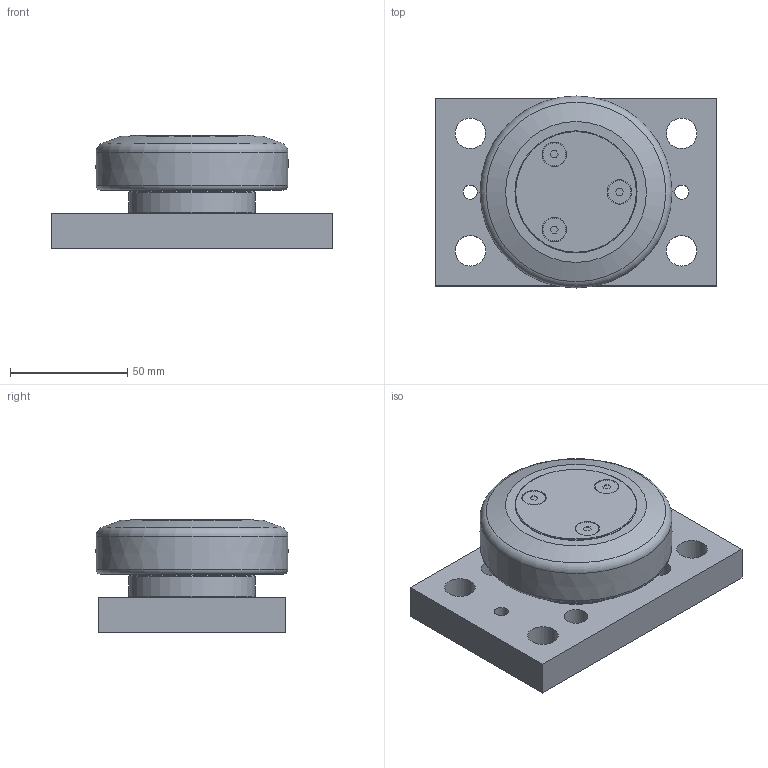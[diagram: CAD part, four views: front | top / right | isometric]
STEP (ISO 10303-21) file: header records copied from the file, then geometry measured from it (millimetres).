
FILE_DESCRIPTION(/* description */ ('-','CAx-IF Rec.Pracs.---Representation and Presentation of Product Manufacturing Information (PMI)---4.0---2014-10-13'),/* implementation_level */ '2;1');
FILE_NAME(/* name */ '65cc5682-0b71-4a8c-a4ad-60a76571671f.stp',/* time_stamp */ '2020-04-01T16:17:05+02:00',/* author */ ('-'),/* organization */ ('NTI CADcenter A/S'),/* preprocessor_version */ 'ST-DEVELOPER v18',/* originating_system */ 'Autodesk Inventor 2020',/* authorisation */ '-');
FILE_SCHEMA (('AP242_MANAGED_MODEL_BASED_3D_ENGINEERING_MIM_LF { 1 0 10303 442 1 1 4 }'));
Length unit declared in the file: millimetre
Products named in the file (1): PT 080.0460 BR1100_Kontur
Bounding box: 120 x 81.79 x 48.5 mm (x, y, z)
Volume: 262125.7 mm3; surface area: 41775 mm2
Topology: 1 solids, 1 shells, 67 faces, 163 edges, 113 vertices
Faces by surface type: plane 39, cylinder 20, cone 5, torus 2, bspline 1
Full cylindrical faces by diameter (mm): 4.917 x1, 6 x2, 9.75 x3, 10.106 x4, 10.4 x3, 13 x4, 52 x2, 54 x1
Entity records: 2116 total; most frequent: CARTESIAN_POINT 370, DIRECTION 369, ORIENTED_EDGE 326, EDGE_CURVE 163, AXIS2_PLACEMENT_3D 139, VERTEX_POINT 113, EDGE_LOOP 102, LINE 91
